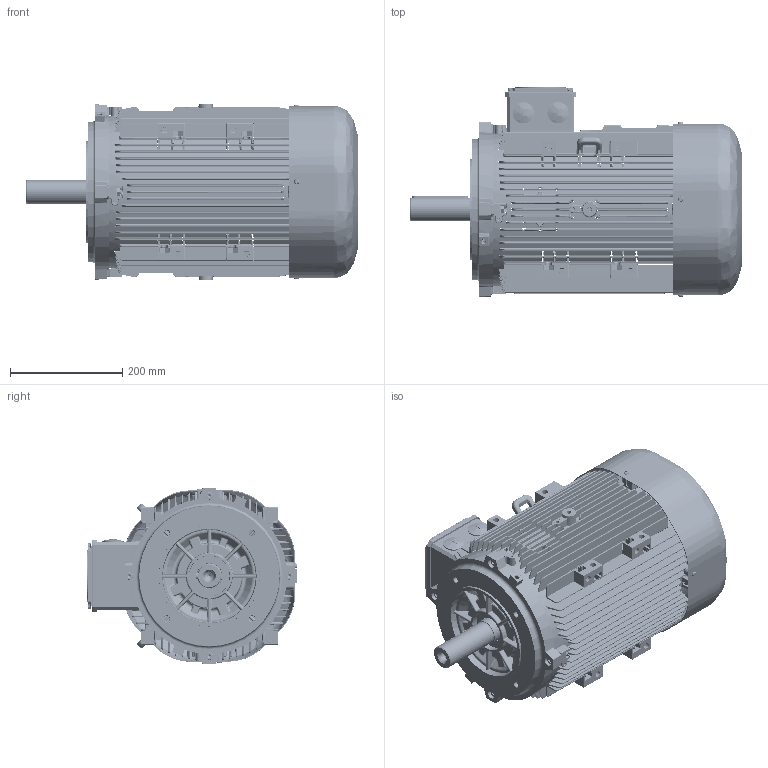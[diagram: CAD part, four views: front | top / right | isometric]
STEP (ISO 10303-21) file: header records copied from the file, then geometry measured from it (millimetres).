
FILE_DESCRIPTION(/* description */ (''),/* implementation_level */ '2;1');
FILE_NAME(/* name */ 'DIS GORUNUS QH160 FC_stp.stp',/* time_stamp */ '2024-07-29T20:15:20+03:00',/* author */ (''),/* organization */ (''),/* preprocessor_version */ 'ST-DEVELOPER v18.102',/* originating_system */ 'SIEMENS PLM Software NX2206.8101',/* authorisation */ '');
FILE_SCHEMA (('AP203_CONFIGURATION_CONTROLLED_3D_DESIGN_OF_MECHANICAL_PARTS_AND_ASSEMBLIES_MIM_LF { 1 0 10303 403 2 1 2}'));
Products named in the file (1): DIS GORUNUS QH160 FC_stp_objects
Bounding box: 590.7 x 373.66 x 314 mm (x, y, z)
Surface area: 1604198.7 mm2 (no closed solid volume)
Topology: 0 solids, 118 shells, 6547 faces, 20014 edges, 12694 vertices
Faces by surface type: cylinder 2852, plane 1592, torus 1345, bspline 384, cone 228, sphere 138, revolution 8
Full cylindrical faces by diameter (mm): 7 x2, 8 x6, 10 x1, 10.3 x4, 14 x1, 15 x4, 17 x1, 25 x1, 41.6 x1, 42 x1, 45 x2, 72 x1, 85.63 x1, 91 x1, 180 x1, 272.5 x1
Entity records: 241747 total; most frequent: CARTESIAN_POINT 82810, ORIENTED_EDGE 31726, DIRECTION 29052, EDGE_CURVE 19712, VERTEX_POINT 12644, AXIS2_PLACEMENT_3D 10911, B_SPLINE_CURVE_WITH_KNOTS 7619, LINE 7222
